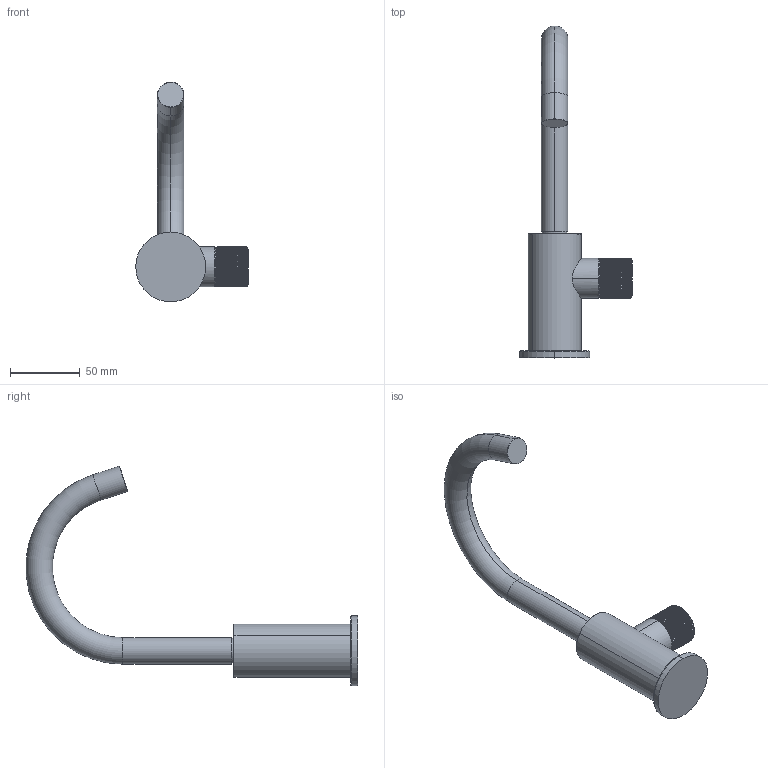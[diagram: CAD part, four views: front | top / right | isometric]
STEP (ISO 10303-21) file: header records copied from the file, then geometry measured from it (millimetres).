
FILE_DESCRIPTION (( 'STEP AP214' ), '1' );
FILE_NAME ('17500661.STEP', '2018-08-02T12:16:57', ( '' ), ( '' ), 'SwSTEP 2.0', 'SolidWorks 2017', '' );
FILE_SCHEMA (( 'AUTOMOTIVE_DESIGN' ));
Length unit declared in the file: millimetre
Products named in the file (8): Planungsmodell_Auslauf-+-09.28.22.312-01; Planungsmodell_Stützring-+-09.28.10.180.90-01; Planungsmodell_Koerper-+-09.30.01.291-01; 17500661; Planungsmodell_Griff-+-09.20.66.013-01; Planungsmodell_Mutter-+-09.24.04.533-01; Planungsmodell_Huelse-+-09.18.40.221-01; Planungsmodell_Rosette-+-09.27.66.006-01
Assembly tree (7 placements, depth 2):
  17500661
    Planungsmodell_Koerper-+-09.30.01.291-01
    Planungsmodell_Stützring-+-09.28.10.180.90-01
    Planungsmodell_Auslauf-+-09.28.22.312-01
    Planungsmodell_Rosette-+-09.27.66.006-01
    Planungsmodell_Huelse-+-09.18.40.221-01
    Planungsmodell_Mutter-+-09.24.04.533-01
    Planungsmodell_Griff-+-09.20.66.013-01
Bounding box: 80.5 x 237.51 x 157.22 mm (x, y, z)
Volume: 212482.5 mm3; surface area: 42864 mm2
Topology: 7 solids, 7 shells, 1489 faces, 3158 edges, 1683 vertices
Faces by surface type: bspline 450, cylinder 357, sphere 339, torus 173, plane 164, cone 6
Entity records: 48425 total; most frequent: CARTESIAN_POINT 18939, ORIENTED_EDGE 6316, DIRECTION 6012, EDGE_CURVE 3158, AXIS2_PLACEMENT_3D 2747, CIRCLE 1698, VERTEX_POINT 1683, ADVANCED_FACE 1489
